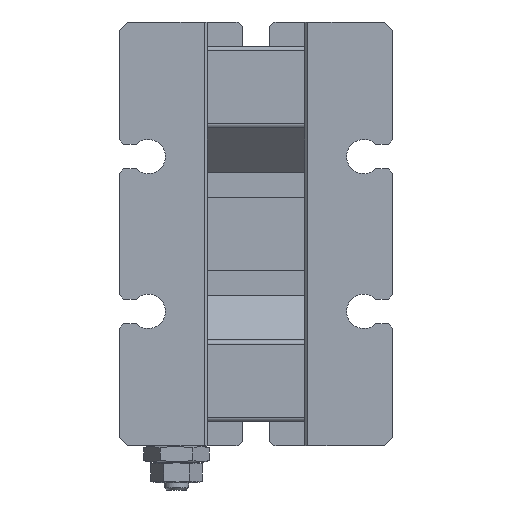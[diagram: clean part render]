
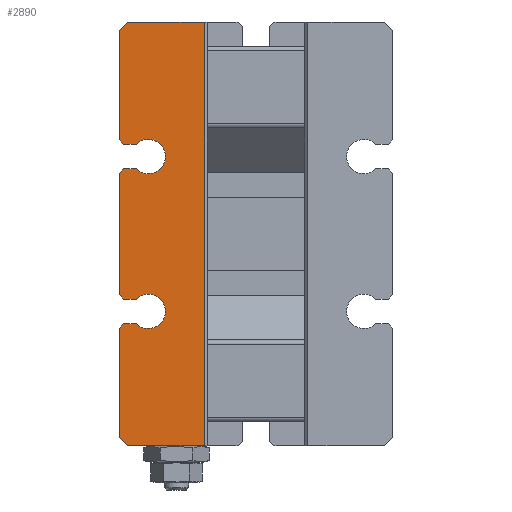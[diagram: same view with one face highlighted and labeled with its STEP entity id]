
A CAD part, left-side view. The second image highlights one B-rep face of the part: STEP entity #2890.
In plain terms, the highlighted face is planar.
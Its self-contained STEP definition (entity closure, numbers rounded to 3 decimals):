
#78=LINE('',#4423,#316);
#84=LINE('',#4435,#322);
#134=LINE('',#4566,#372);
#135=LINE('',#4567,#373);
#136=LINE('',#4569,#374);
#137=LINE('',#4571,#375);
#138=LINE('',#4573,#376);
#139=LINE('',#4577,#377);
#140=LINE('',#4579,#378);
#141=LINE('',#4581,#379);
#142=LINE('',#4583,#380);
#143=LINE('',#4585,#381);
#144=LINE('',#4589,#382);
#145=LINE('',#4591,#383);
#146=LINE('',#4593,#384);
#147=LINE('',#4595,#385);
#316=VECTOR('',#3515,1000.);
#322=VECTOR('',#3523,1000.);
#372=VECTOR('',#3639,1000.);
#373=VECTOR('',#3640,1000.);
#374=VECTOR('',#3641,1000.);
#375=VECTOR('',#3642,1000.);
#376=VECTOR('',#3643,1000.);
#377=VECTOR('',#3646,1000.);
#378=VECTOR('',#3647,1000.);
#379=VECTOR('',#3648,1000.);
#380=VECTOR('',#3649,1000.);
#381=VECTOR('',#3650,1000.);
#382=VECTOR('',#3653,1000.);
#383=VECTOR('',#3654,1000.);
#384=VECTOR('',#3655,1000.);
#385=VECTOR('',#3656,1000.);
#532=PLANE('',#3139);
#696=CIRCLE('',#3140,2.1);
#697=CIRCLE('',#3141,2.1);
#970=ORIENTED_EDGE('',*,*,#1653,.T.);
#971=ORIENTED_EDGE('',*,*,#1719,.T.);
#972=ORIENTED_EDGE('',*,*,#1647,.T.);
#973=ORIENTED_EDGE('',*,*,#1720,.T.);
#974=ORIENTED_EDGE('',*,*,#1721,.T.);
#975=ORIENTED_EDGE('',*,*,#1722,.T.);
#976=ORIENTED_EDGE('',*,*,#1723,.T.);
#977=ORIENTED_EDGE('',*,*,#1724,.F.);
#978=ORIENTED_EDGE('',*,*,#1725,.T.);
#979=ORIENTED_EDGE('',*,*,#1726,.T.);
#980=ORIENTED_EDGE('',*,*,#1727,.T.);
#981=ORIENTED_EDGE('',*,*,#1728,.T.);
#982=ORIENTED_EDGE('',*,*,#1729,.T.);
#983=ORIENTED_EDGE('',*,*,#1730,.F.);
#984=ORIENTED_EDGE('',*,*,#1731,.T.);
#985=ORIENTED_EDGE('',*,*,#1732,.T.);
#986=ORIENTED_EDGE('',*,*,#1733,.T.);
#987=ORIENTED_EDGE('',*,*,#1734,.T.);
#1647=EDGE_CURVE('',#2023,#2024,#78,.T.);
#1653=EDGE_CURVE('',#2028,#2029,#84,.T.);
#1719=EDGE_CURVE('',#2029,#2023,#134,.T.);
#1720=EDGE_CURVE('',#2024,#2076,#135,.T.);
#1721=EDGE_CURVE('',#2076,#2077,#136,.T.);
#1722=EDGE_CURVE('',#2077,#2078,#137,.T.);
#1723=EDGE_CURVE('',#2078,#2079,#138,.T.);
#1724=EDGE_CURVE('',#2080,#2079,#696,.T.);
#1725=EDGE_CURVE('',#2080,#2081,#139,.T.);
#1726=EDGE_CURVE('',#2081,#2082,#140,.T.);
#1727=EDGE_CURVE('',#2082,#2083,#141,.T.);
#1728=EDGE_CURVE('',#2083,#2084,#142,.T.);
#1729=EDGE_CURVE('',#2084,#2085,#143,.T.);
#1730=EDGE_CURVE('',#2086,#2085,#697,.T.);
#1731=EDGE_CURVE('',#2086,#2087,#144,.T.);
#1732=EDGE_CURVE('',#2087,#2088,#145,.T.);
#1733=EDGE_CURVE('',#2088,#2089,#146,.T.);
#1734=EDGE_CURVE('',#2089,#2028,#147,.T.);
#2023=VERTEX_POINT('',#4424);
#2024=VERTEX_POINT('',#4425);
#2028=VERTEX_POINT('',#4436);
#2029=VERTEX_POINT('',#4437);
#2076=VERTEX_POINT('',#4568);
#2077=VERTEX_POINT('',#4570);
#2078=VERTEX_POINT('',#4572);
#2079=VERTEX_POINT('',#4574);
#2080=VERTEX_POINT('',#4576);
#2081=VERTEX_POINT('',#4578);
#2082=VERTEX_POINT('',#4580);
#2083=VERTEX_POINT('',#4582);
#2084=VERTEX_POINT('',#4584);
#2085=VERTEX_POINT('',#4586);
#2086=VERTEX_POINT('',#4588);
#2087=VERTEX_POINT('',#4590);
#2088=VERTEX_POINT('',#4592);
#2089=VERTEX_POINT('',#4594);
#2323=EDGE_LOOP('',(#970,#971,#972,#973,#974,#975,#976,#977,#978,#979,#980,
#981,#982,#983,#984,#985,#986,#987));
#2593=FACE_BOUND('',#2323,.T.);
#2890=ADVANCED_FACE('',(#2593),#532,.T.);
#3139=AXIS2_PLACEMENT_3D('',#4565,#3637,#3638);
#3140=AXIS2_PLACEMENT_3D('',#4575,#3644,#3645);
#3141=AXIS2_PLACEMENT_3D('',#4587,#3651,#3652);
#3515=DIRECTION('',(0.,-1.,0.));
#3523=DIRECTION('',(0.,1.,0.));
#3637=DIRECTION('',(0.,0.,1.));
#3638=DIRECTION('',(1.,0.,0.));
#3639=DIRECTION('',(-1.,0.,0.));
#3640=DIRECTION('',(0.707,-0.707,0.));
#3641=DIRECTION('',(1.,0.,0.));
#3642=DIRECTION('',(0.707,0.707,0.));
#3643=DIRECTION('',(0.,1.,0.));
#3644=DIRECTION('',(0.,0.,1.));
#3645=DIRECTION('',(1.,0.,0.));
#3646=DIRECTION('',(0.,-1.,0.));
#3647=DIRECTION('',(0.707,-0.707,0.));
#3648=DIRECTION('',(1.,0.,0.));
#3649=DIRECTION('',(0.707,0.707,0.));
#3650=DIRECTION('',(0.,1.,0.));
#3651=DIRECTION('',(0.,0.,1.));
#3652=DIRECTION('',(1.,0.,0.));
#3653=DIRECTION('',(0.,-1.,0.));
#3654=DIRECTION('',(0.707,-0.707,0.));
#3655=DIRECTION('',(1.,0.,0.));
#3656=DIRECTION('',(0.707,0.707,0.));
#4423=CARTESIAN_POINT('',(-26.,-2.2,0.));
#4424=CARTESIAN_POINT('',(-26.,-6.354,0.));
#4425=CARTESIAN_POINT('',(-26.,-15.753,0.));
#4435=CARTESIAN_POINT('',(26.,-15.753,0.));
#4436=CARTESIAN_POINT('',(26.,-15.753,0.));
#4437=CARTESIAN_POINT('',(26.,-6.354,0.));
#4565=CARTESIAN_POINT('',(-18.85,1.9,0.));
#4566=CARTESIAN_POINT('',(26.,-6.354,0.));
#4567=CARTESIAN_POINT('',(-26.,-15.753,0.));
#4568=CARTESIAN_POINT('',(-24.953,-16.8,0.));
#4569=CARTESIAN_POINT('',(-24.953,-16.8,0.));
#4570=CARTESIAN_POINT('',(-11.552,-16.8,0.));
#4571=CARTESIAN_POINT('',(-11.552,-16.8,0.));
#4572=CARTESIAN_POINT('',(-11.,-16.248,0.));
#4573=CARTESIAN_POINT('',(-11.,-16.248,0.));
#4574=CARTESIAN_POINT('',(-11.,-14.67,0.));
#4575=CARTESIAN_POINT('',(-9.5,-13.2,0.));
#4576=CARTESIAN_POINT('',(-8.,-14.67,0.));
#4577=CARTESIAN_POINT('',(-8.,-14.67,0.));
#4578=CARTESIAN_POINT('',(-8.,-16.248,0.));
#4579=CARTESIAN_POINT('',(-8.,-16.248,0.));
#4580=CARTESIAN_POINT('',(-7.448,-16.8,0.));
#4581=CARTESIAN_POINT('',(-7.448,-16.8,0.));
#4582=CARTESIAN_POINT('',(7.448,-16.8,0.));
#4583=CARTESIAN_POINT('',(7.448,-16.8,0.));
#4584=CARTESIAN_POINT('',(8.,-16.248,0.));
#4585=CARTESIAN_POINT('',(8.,-16.248,0.));
#4586=CARTESIAN_POINT('',(8.,-14.67,0.));
#4587=CARTESIAN_POINT('',(9.5,-13.2,0.));
#4588=CARTESIAN_POINT('',(11.,-14.67,0.));
#4589=CARTESIAN_POINT('',(11.,-14.67,0.));
#4590=CARTESIAN_POINT('',(11.,-16.248,0.));
#4591=CARTESIAN_POINT('',(11.,-16.248,0.));
#4592=CARTESIAN_POINT('',(11.552,-16.8,0.));
#4593=CARTESIAN_POINT('',(11.552,-16.8,0.));
#4594=CARTESIAN_POINT('',(24.953,-16.8,0.));
#4595=CARTESIAN_POINT('',(24.953,-16.8,0.));
